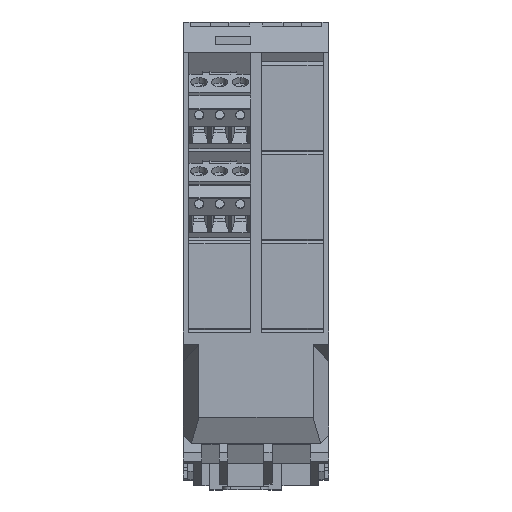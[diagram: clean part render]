
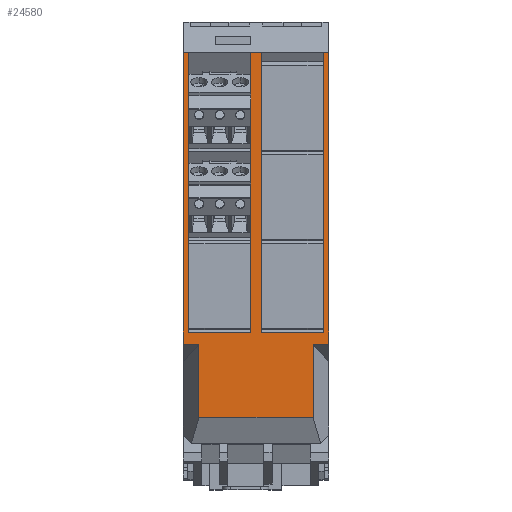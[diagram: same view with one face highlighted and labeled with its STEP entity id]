
A CAD part, front view. The second image highlights one B-rep face of the part: STEP entity #24580.
In plain terms, the highlighted planar face has unit normal (0, -1, 0).
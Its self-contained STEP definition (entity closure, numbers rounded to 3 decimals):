
#60=CARTESIAN_POINT('',(-5.,6.864,
-45.75));
#70=DIRECTION('',(0.,0.,1.));
#80=VECTOR('',#70,1.);
#90=LINE('',#60,#80);
#100=CARTESIAN_POINT('',(-5.,6.864,
35.4));
#110=VERTEX_POINT('',#100);
#120=CARTESIAN_POINT('',(-5.,6.864,
106.162));
#130=VERTEX_POINT('',#120);
#140=EDGE_CURVE('',#110,#130,#90,.T.);
#4440=CARTESIAN_POINT('',(30.2,6.864,
35.4));
#4450=VERTEX_POINT('',#4440);
#4480=CARTESIAN_POINT('',(30.2,6.864,
-45.75));
#4490=DIRECTION('',(0.,0.,-1.));
#4500=VECTOR('',#4490,1.);
#4510=LINE('',#4480,#4500);
#4520=CARTESIAN_POINT('',(30.2,6.864,
106.162));
#4530=VERTEX_POINT('',#4520);
#4540=EDGE_CURVE('',#4530,#4450,#4510,.T.);
#15680=CARTESIAN_POINT('',(3.8,6.864,
35.4));
#15690=DIRECTION('',(-1.,0.,0.));
#15700=VECTOR('',#15690,1.);
#15710=LINE('',#15680,#15700);
#15720=CARTESIAN_POINT('',(-1.247,6.864,
35.4));
#15730=VERTEX_POINT('',#15720);
#15740=EDGE_CURVE('',#15730,#110,#15710,.T.);
#16010=CARTESIAN_POINT('',(26.447,6.864,
35.4));
#16020=VERTEX_POINT('',#16010);
#16050=CARTESIAN_POINT('',(3.8,6.864,
35.4));
#16060=DIRECTION('',(-1.,0.,0.));
#16070=VECTOR('',#16060,1.);
#16080=LINE('',#16050,#16070);
#16090=EDGE_CURVE('',#4450,#16020,#16080,.T.);
#16280=CARTESIAN_POINT('',(-1.247,6.864,
-45.75));
#16290=DIRECTION('',(0.,0.,-1.));
#16300=VECTOR('',#16290,1.);
#16310=LINE('',#16280,#16300);
#16320=CARTESIAN_POINT('',(-1.247,6.864,
17.65));
#16330=VERTEX_POINT('',#16320);
#16340=EDGE_CURVE('',#15730,#16330,#16310,.T.);
#23240=CARTESIAN_POINT('',(26.447,6.864,
17.65));
#23250=VERTEX_POINT('',#23240);
#23280=CARTESIAN_POINT('',(26.447,6.864,
-45.75));
#23290=DIRECTION('',(0.,0.,-1.));
#23300=VECTOR('',#23290,1.);
#23310=LINE('',#23280,#23300);
#23320=EDGE_CURVE('',#16020,#23250,#23310,.T.);
#23650=CARTESIAN_POINT('',(-5.,6.864,
9.15));
#23660=DIRECTION('',(0.,1.,0.));
#23670=DIRECTION('',(-1.,0.,0.));
#23680=AXIS2_PLACEMENT_3D('',#23650,#23660,#23670);
#23690=PLANE('',#23680);
#23700=CARTESIAN_POINT('',(3.8,6.864,
38.157));
#23710=DIRECTION('',(-1.,0.,0.));
#23720=VECTOR('',#23710,1.);
#23730=LINE('',#23700,#23720);
#23740=CARTESIAN_POINT('',(11.35,6.864,
38.157));
#23750=VERTEX_POINT('',#23740);
#23760=CARTESIAN_POINT('',(-3.75,6.864,
38.157));
#23770=VERTEX_POINT('',#23760);
#23780=EDGE_CURVE('',#23750,#23770,#23730,.T.);
#23790=ORIENTED_EDGE('',*,*,#23780,.T.);
#23800=CARTESIAN_POINT('',(11.35,6.864,
-45.75));
#23810=DIRECTION('',(0.,0.,1.));
#23820=VECTOR('',#23810,1.);
#23830=LINE('',#23800,#23820);
#23840=CARTESIAN_POINT('',(11.35,6.864,
106.014));
#23850=VERTEX_POINT('',#23840);
#23860=EDGE_CURVE('',#23750,#23850,#23830,.T.);
#23870=ORIENTED_EDGE('',*,*,#23860,.F.);
#23880=CARTESIAN_POINT('',(3.8,6.864,
106.014));
#23890=DIRECTION('',(1.,0.,0.));
#23900=VECTOR('',#23890,1.);
#23910=LINE('',#23880,#23900);
#23920=CARTESIAN_POINT('',(-3.75,6.864,
106.014));
#23930=VERTEX_POINT('',#23920);
#23940=EDGE_CURVE('',#23930,#23850,#23910,.T.);
#23950=ORIENTED_EDGE('',*,*,#23940,.T.);
#23960=CARTESIAN_POINT('',(-3.75,6.864,
-45.75));
#23970=DIRECTION('',(0.,0.,-1.));
#23980=VECTOR('',#23970,1.);
#23990=LINE('',#23960,#23980);
#24000=EDGE_CURVE('',#23930,#23770,#23990,.T.);
#24010=ORIENTED_EDGE('',*,*,#24000,.F.);
#24020=EDGE_LOOP('',(#24010,#23950,#23870,#23790));
#24030=FACE_BOUND('',#24020,.T.);
#24040=CARTESIAN_POINT('',(3.8,6.864,
106.014));
#24050=DIRECTION('',(1.,0.,0.));
#24060=VECTOR('',#24050,1.);
#24070=LINE('',#24040,#24060);
#24080=CARTESIAN_POINT('',(13.85,6.864,
106.014));
#24090=VERTEX_POINT('',#24080);
#24100=CARTESIAN_POINT('',(28.95,6.864,
106.014));
#24110=VERTEX_POINT('',#24100);
#24120=EDGE_CURVE('',#24090,#24110,#24070,.T.);
#24130=ORIENTED_EDGE('',*,*,#24120,.T.);
#24140=CARTESIAN_POINT('',(13.85,6.864,
-45.75));
#24150=DIRECTION('',(0.,0.,-1.));
#24160=VECTOR('',#24150,1.);
#24170=LINE('',#24140,#24160);
#24180=CARTESIAN_POINT('',(13.85,6.864,
38.157));
#24190=VERTEX_POINT('',#24180);
#24200=EDGE_CURVE('',#24090,#24190,#24170,.T.);
#24210=ORIENTED_EDGE('',*,*,#24200,.F.);
#24220=CARTESIAN_POINT('',(3.8,6.864,
38.157));
#24230=DIRECTION('',(-1.,0.,0.));
#24240=VECTOR('',#24230,1.);
#24250=LINE('',#24220,#24240);
#24260=CARTESIAN_POINT('',(28.95,6.864,
38.157));
#24270=VERTEX_POINT('',#24260);
#24280=EDGE_CURVE('',#24270,#24190,#24250,.T.);
#24290=ORIENTED_EDGE('',*,*,#24280,.T.);
#24300=CARTESIAN_POINT('',(28.95,6.864,
-45.75));
#24310=DIRECTION('',(0.,0.,1.));
#24320=VECTOR('',#24310,1.);
#24330=LINE('',#24300,#24320);
#24340=EDGE_CURVE('',#24270,#24110,#24330,.T.);
#24350=ORIENTED_EDGE('',*,*,#24340,.F.);
#24360=EDGE_LOOP('',(#24350,#24290,#24210,#24130));
#24370=FACE_BOUND('',#24360,.T.);
#24380=ORIENTED_EDGE('',*,*,#16090,.F.);
#24390=ORIENTED_EDGE('',*,*,#23320,.F.);
#24400=CARTESIAN_POINT('',(3.8,6.864,
17.65));
#24410=DIRECTION('',(-1.,0.,0.));
#24420=VECTOR('',#24410,1.);
#24430=LINE('',#24400,#24420);
#24440=EDGE_CURVE('',#23250,#16330,#24430,.T.);
#24450=ORIENTED_EDGE('',*,*,#24440,.F.);
#24460=ORIENTED_EDGE('',*,*,#16340,.T.);
#24470=ORIENTED_EDGE('',*,*,#15740,.F.);
#24480=ORIENTED_EDGE('',*,*,#140,.F.);
#24490=CARTESIAN_POINT('',(3.8,6.864,
106.162));
#24500=DIRECTION('',(-1.,0.,0.));
#24510=VECTOR('',#24500,1.);
#24520=LINE('',#24490,#24510);
#24530=EDGE_CURVE('',#4530,#130,#24520,.T.);
#24540=ORIENTED_EDGE('',*,*,#24530,.T.);
#24550=ORIENTED_EDGE('',*,*,#4540,.F.);
#24560=EDGE_LOOP('',(#24550,#24540,#24480,#24470,#24460,#24450,#24390,
#24380));
#24570=FACE_OUTER_BOUND('',#24560,.T.);
#24580=ADVANCED_FACE('',(#24030,#24370,#24570),#23690,.F.);
